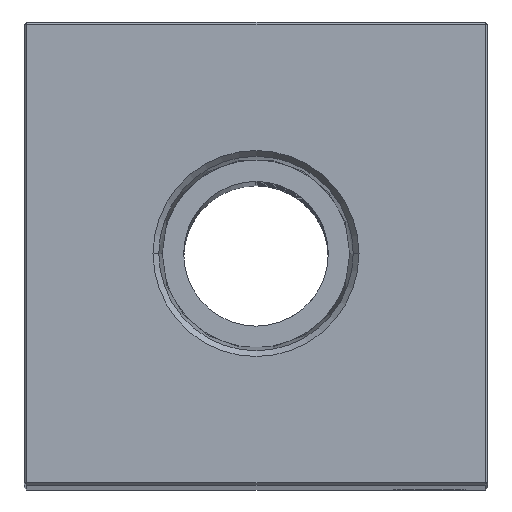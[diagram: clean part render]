
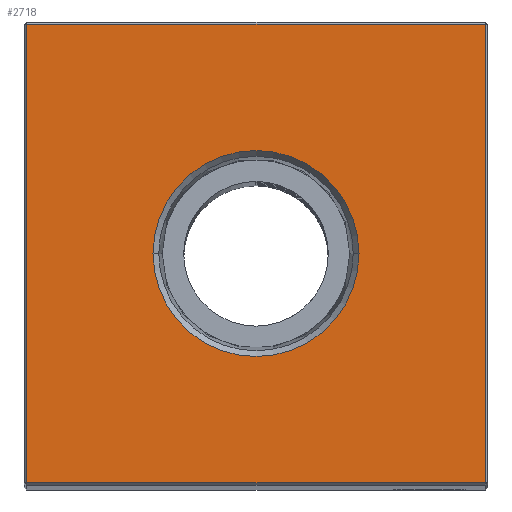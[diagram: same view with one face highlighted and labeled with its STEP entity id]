
A CAD part, top view. The second image highlights one B-rep face of the part: STEP entity #2718.
In plain terms, the highlighted planar face has unit normal (0, 0, 1).
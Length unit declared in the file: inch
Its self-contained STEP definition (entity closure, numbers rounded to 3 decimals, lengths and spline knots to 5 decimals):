
#54 = DIRECTION ( 'NONE',  ( -1., 0., 0. ) ) ;
#639 = VERTEX_POINT ( 'NONE', #25219 ) ;
#835 = VERTEX_POINT ( 'NONE', #24639 ) ;
#1346 = ORIENTED_EDGE ( 'NONE', *, *, #21003, .T. ) ;
#1412 = DIRECTION ( 'NONE',  ( 1., 0., 0. ) ) ;
#2718 = ADVANCED_FACE ( 'NONE', ( #23766, #34528 ), #10256, .F. ) ;
#3373 = VERTEX_POINT ( 'NONE', #28224 ) ;
#3377 = LINE ( 'NONE', #14027, #10172 ) ;
#3417 = VERTEX_POINT ( 'NONE', #17595 ) ;
#4053 = CARTESIAN_POINT ( 'NONE',  ( -0.99, 0., 12.25 ) ) ;
#4286 = DIRECTION ( 'NONE',  ( 0., 0., 1. ) ) ;
#4429 = CARTESIAN_POINT ( 'NONE',  ( 0.99, 0., 12.25 ) ) ;
#4873 = DIRECTION ( 'NONE',  ( 0., 0., 1. ) ) ;
#8608 = AXIS2_PLACEMENT_3D ( 'NONE', #28469, #4286, #14965 ) ;
#8957 = CARTESIAN_POINT ( 'NONE',  ( 0.99, -0.99, 12.25 ) ) ;
#10172 = VECTOR ( 'NONE', #24896, 39.37008 ) ;
#10256 = PLANE ( 'NONE',  #15127 ) ;
#10733 = VECTOR ( 'NONE', #15116, 39.37008 ) ;
#10890 = VERTEX_POINT ( 'NONE', #8957 ) ;
#11023 = ORIENTED_EDGE ( 'NONE', *, *, #24265, .F. ) ;
#12579 = ORIENTED_EDGE ( 'NONE', *, *, #32301, .F. ) ;
#13267 = CARTESIAN_POINT ( 'NONE',  ( 0., 0., 12.25 ) ) ;
#14027 = CARTESIAN_POINT ( 'NONE',  ( 0., 0.99, 12.25 ) ) ;
#14087 = ORIENTED_EDGE ( 'NONE', *, *, #22612, .T. ) ;
#14672 = LINE ( 'NONE', #25535, #16766 ) ;
#14732 = DIRECTION ( 'NONE',  ( 0., -1., 0. ) ) ;
#14965 = DIRECTION ( 'NONE',  ( 1., 0., 0. ) ) ;
#15116 = DIRECTION ( 'NONE',  ( 0., 1., 0. ) ) ;
#15127 = AXIS2_PLACEMENT_3D ( 'NONE', #13267, #24134, #54 ) ;
#15481 = EDGE_LOOP ( 'NONE', ( #11023, #12579 ) ) ;
#15587 = DIRECTION ( 'NONE',  ( 1., 0., 0. ) ) ;
#16766 = VECTOR ( 'NONE', #1412, 39.37008 ) ;
#17421 = CIRCLE ( 'NONE', #21978, 0.44487 ) ;
#17595 = CARTESIAN_POINT ( 'NONE',  ( -0.99, -0.99, 12.25 ) ) ;
#17634 = EDGE_LOOP ( 'NONE', ( #1346, #28849, #24068, #14087 ) ) ;
#21003 = EDGE_CURVE ( 'NONE', #835, #3417, #28228, .T. ) ;
#21978 = AXIS2_PLACEMENT_3D ( 'NONE', #29065, #4873, #15587 ) ;
#22179 = CARTESIAN_POINT ( 'NONE',  ( 0.99, 0.99, 12.25 ) ) ;
#22508 = EDGE_CURVE ( 'NONE', #10890, #24398, #28608, .T. ) ;
#22612 = EDGE_CURVE ( 'NONE', #24398, #835, #3377, .T. ) ;
#23766 = FACE_OUTER_BOUND ( 'NONE', #17634, .T. ) ;
#23924 = CIRCLE ( 'NONE', #8608, 0.44487 ) ;
#24068 = ORIENTED_EDGE ( 'NONE', *, *, #22508, .T. ) ;
#24134 = DIRECTION ( 'NONE',  ( 0., 0., -1. ) ) ;
#24265 = EDGE_CURVE ( 'NONE', #639, #3373, #17421, .T. ) ;
#24398 = VERTEX_POINT ( 'NONE', #22179 ) ;
#24639 = CARTESIAN_POINT ( 'NONE',  ( -0.99, 0.99, 12.25 ) ) ;
#24896 = DIRECTION ( 'NONE',  ( -1., 0., 0. ) ) ;
#25219 = CARTESIAN_POINT ( 'NONE',  ( 0.44487, 0., 12.25 ) ) ;
#25535 = CARTESIAN_POINT ( 'NONE',  ( 0., -0.99, 12.25 ) ) ;
#26036 = VECTOR ( 'NONE', #14732, 39.37008 ) ;
#28224 = CARTESIAN_POINT ( 'NONE',  ( -0.44487, 0., 12.25 ) ) ;
#28228 = LINE ( 'NONE', #4053, #26036 ) ;
#28469 = CARTESIAN_POINT ( 'NONE',  ( 0., 0., 12.25 ) ) ;
#28608 = LINE ( 'NONE', #4429, #10733 ) ;
#28849 = ORIENTED_EDGE ( 'NONE', *, *, #29883, .T. ) ;
#29065 = CARTESIAN_POINT ( 'NONE',  ( 0., 0., 12.25 ) ) ;
#29883 = EDGE_CURVE ( 'NONE', #3417, #10890, #14672, .T. ) ;
#32301 = EDGE_CURVE ( 'NONE', #3373, #639, #23924, .T. ) ;
#34528 = FACE_BOUND ( 'NONE', #15481, .T. ) ;
